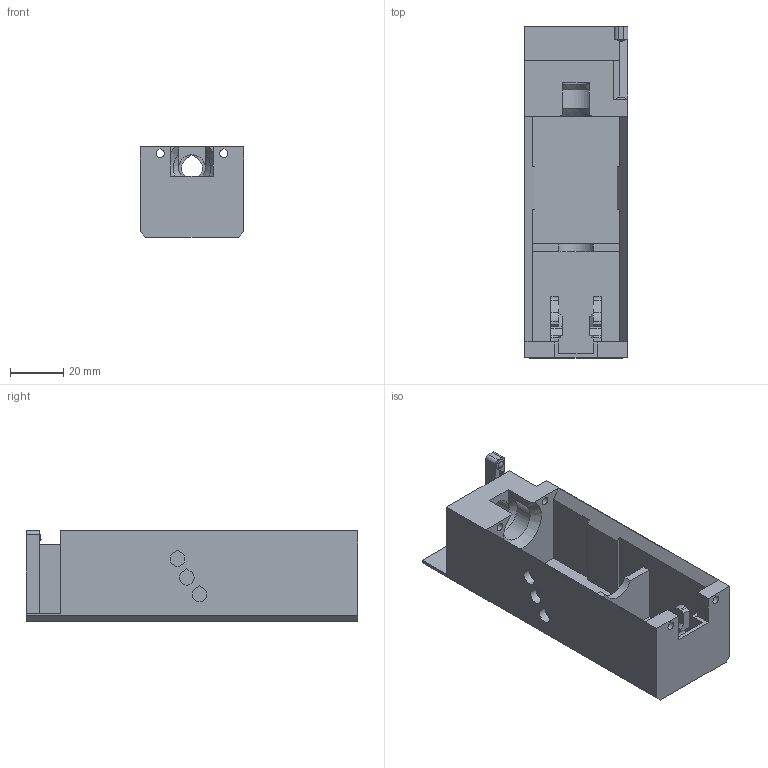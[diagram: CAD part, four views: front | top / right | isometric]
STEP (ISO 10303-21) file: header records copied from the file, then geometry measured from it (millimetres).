
FILE_DESCRIPTION(/* description */ (''),/* implementation_level */ '2;1');
FILE_NAME(/* name */ 'Main Body.step',/* time_stamp */ '2023-05-01T18:56:03-07:00',/* author */ (''),/* organization */ (''),/* preprocessor_version */ 'ST-DEVELOPER v18.1',/* originating_system */ 'Autodesk Translation Framework v10.13.0.1454',/* authorisation */ '');
FILE_SCHEMA (('AUTOMOTIVE_DESIGN { 1 0 10303 214 3 1 1 }'));
Length unit declared in the file: millimetre
Products named in the file (1): Inkwell v2.8
Bounding box: 39 x 125 x 34 mm (x, y, z)
Volume: 52162.5 mm3; surface area: 33156.2 mm2
Topology: 1 solids, 1 shells, 135 faces, 378 edges, 252 vertices
Faces by surface type: plane 104, cylinder 23, cone 6, sphere 2
Full cylindrical faces by diameter (mm): 10 x1
Entity records: 4389 total; most frequent: CARTESIAN_POINT 790, ORIENTED_EDGE 756, DIRECTION 696, EDGE_CURVE 378, LINE 308, VECTOR 308, VERTEX_POINT 252, AXIS2_PLACEMENT_3D 194
